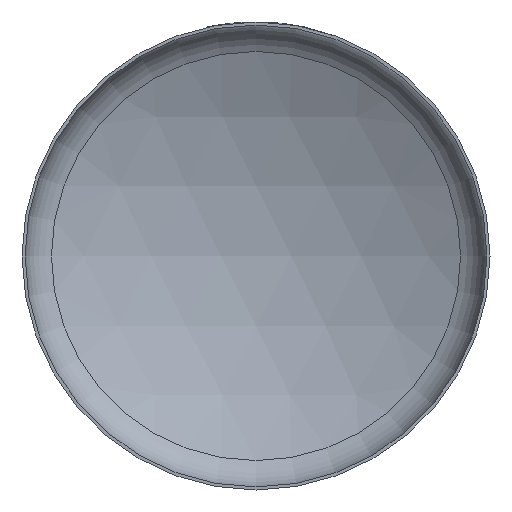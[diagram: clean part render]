
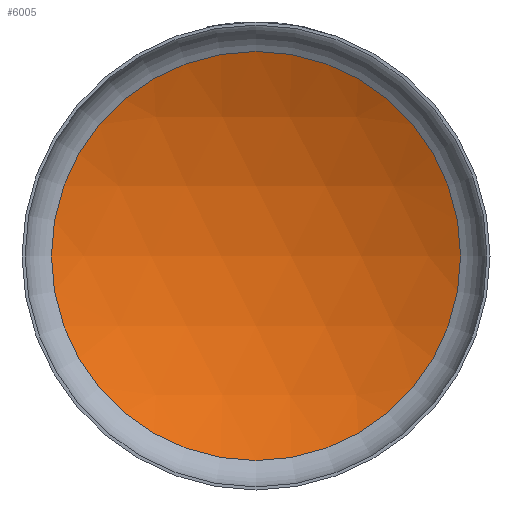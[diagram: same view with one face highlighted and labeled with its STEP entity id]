
A CAD part, front view. The second image highlights one B-rep face of the part: STEP entity #6005.
In plain terms, the highlighted spherical face has radius 456 mm.
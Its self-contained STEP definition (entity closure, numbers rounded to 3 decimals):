
#2392 = VERTEX_POINT ( 'NONE', #20834 ) ;
#5111 = SPHERICAL_SURFACE ( 'NONE', #20888, 456. ) ;
#6005 = ADVANCED_FACE ( 'NONE', ( #25476 ), #5111, .F. ) ;
#13124 = DIRECTION ( 'NONE',  ( 0., 0., 1. ) ) ;
#13482 = DIRECTION ( 'NONE',  ( 0., 0., -1. ) ) ;
#13680 = AXIS2_PLACEMENT_3D ( 'NONE', #26272, #26646, #13482 ) ;
#15197 = CIRCLE ( 'NONE', #13680, 199.333 ) ;
#15203 = EDGE_LOOP ( 'NONE', ( #23075 ) ) ;
#15279 = CARTESIAN_POINT ( 'NONE',  ( 0., -357.112, 0. ) ) ;
#17706 = DIRECTION ( 'NONE',  ( 1., 0., 0. ) ) ;
#19503 = EDGE_CURVE ( 'NONE', #2392, #2392, #15197, .T. ) ;
#20834 = CARTESIAN_POINT ( 'NONE',  ( 0., 53.012, -199.333 ) ) ;
#20888 = AXIS2_PLACEMENT_3D ( 'NONE', #15279, #13124, #17706 ) ;
#23075 = ORIENTED_EDGE ( 'NONE', *, *, #19503, .T. ) ;
#25476 = FACE_OUTER_BOUND ( 'NONE', #15203, .T. ) ;
#26272 = CARTESIAN_POINT ( 'NONE',  ( 0., 53.012, 0. ) ) ;
#26646 = DIRECTION ( 'NONE',  ( 0., -1., 0. ) ) ;
